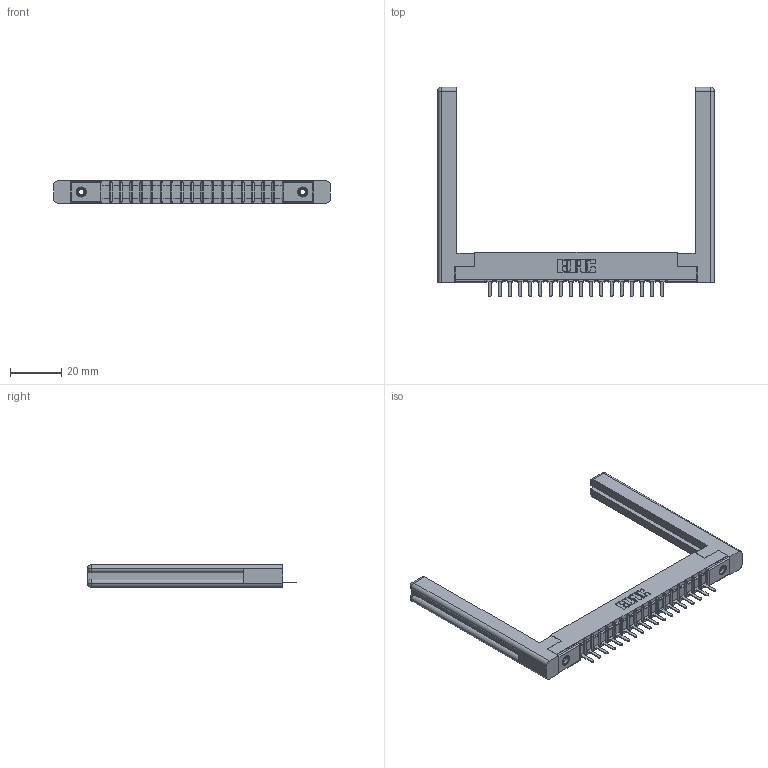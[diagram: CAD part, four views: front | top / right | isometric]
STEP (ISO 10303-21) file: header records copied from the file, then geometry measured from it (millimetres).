
FILE_DESCRIPTION (( 'STEP AP203' ), '1' );
FILE_NAME ('357-018-521-158.STEP', '2019-09-16T21:26:52', ( '' ), ( '' ), 'SwSTEP 2.0', 'SolidWorks 2016', '' );
FILE_SCHEMA (( 'CONFIG_CONTROL_DESIGN' ));
Length unit declared in the file: inch
Products named in the file (5): 307-220-058; 307-290-002_521; 307 Part_.156 Dia Mounting Holes; 345-250-001_345-250-001-102; 357-018-521-158
Assembly tree (23 placements, depth 2):
  357-018-521-158
    307 Part_.156 Dia Mounting Holes
    307-290-002_521  x18
    307-220-058  x2
    345-250-001_345-250-001-102  x2
Bounding box: 107.95 x 81.74 x 8.71 mm (x, y, z)
Volume: 14804 mm3; surface area: 17773 mm2
Topology: 23 solids, 23 shells, 1611 faces, 4853 edges, 3170 vertices
Faces by surface type: plane 964, cylinder 585, sphere 38, torus 12, cone 12
Entity records: 21741 total; most frequent: CARTESIAN_POINT 3671, ORIENTED_EDGE 3600, DIRECTION 3538, EDGE_CURVE 1800, LINE 1364, VECTOR 1364, VERTEX_POINT 1166, AXIS2_PLACEMENT_3D 1087
